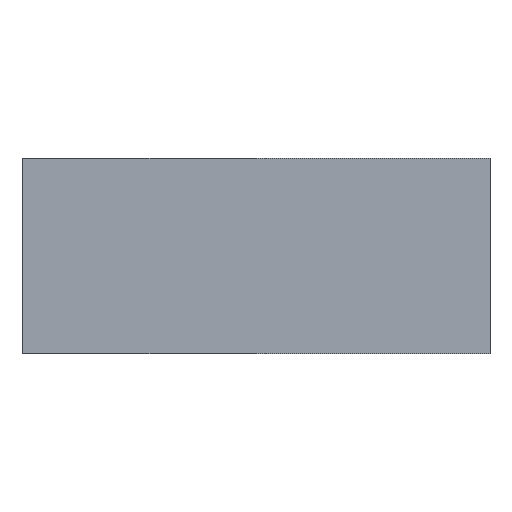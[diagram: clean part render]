
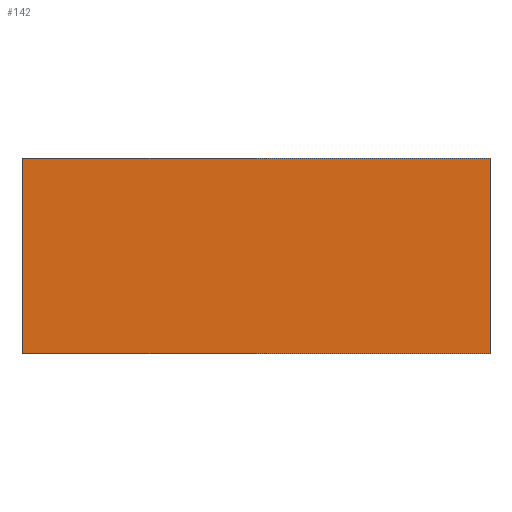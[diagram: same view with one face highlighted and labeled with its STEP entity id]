
A CAD part, front view. The second image highlights one B-rep face of the part: STEP entity #142.
In plain terms, the highlighted planar face has unit normal (0, -1, 0).
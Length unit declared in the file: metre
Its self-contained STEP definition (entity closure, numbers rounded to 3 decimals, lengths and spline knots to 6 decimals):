
#28=ORIENTED_EDGE('',*,*,#61,.T.);
#29=ORIENTED_EDGE('',*,*,#60,.F.);
#30=ORIENTED_EDGE('',*,*,#62,.F.);
#31=ORIENTED_EDGE('',*,*,#63,.T.);
#60=EDGE_CURVE('',#75,#74,#90,.T.);
#61=EDGE_CURVE('',#76,#74,#91,.T.);
#62=EDGE_CURVE('',#77,#75,#92,.T.);
#63=EDGE_CURVE('',#77,#76,#93,.T.);
#74=VERTEX_POINT('',#227);
#75=VERTEX_POINT('',#229);
#76=VERTEX_POINT('',#233);
#77=VERTEX_POINT('',#235);
#90=LINE('',#230,#108);
#91=LINE('',#232,#109);
#92=LINE('',#234,#110);
#93=LINE('',#236,#111);
#108=VECTOR('',#189,1.);
#109=VECTOR('',#192,1.);
#110=VECTOR('',#193,1.);
#111=VECTOR('',#194,1.);
#118=EDGE_LOOP('',(#28,#29,#30,#31));
#126=FACE_BOUND('',#118,.T.);
#134=PLANE('',#163);
#142=ADVANCED_FACE('',(#126),#134,.F.);
#163=AXIS2_PLACEMENT_3D('',#231,#190,#191);
#189=DIRECTION('',(0.,0.,1.));
#190=DIRECTION('',(0.,1.,0.));
#191=DIRECTION('',(0.,0.,1.));
#192=DIRECTION('',(-1.,0.,0.));
#193=DIRECTION('',(-1.,0.,0.));
#194=DIRECTION('',(0.,0.,1.));
#227=CARTESIAN_POINT('',(0.102189,-0.02621,0.0095));
#229=CARTESIAN_POINT('',(0.102189,-0.02621,0.0089));
#230=CARTESIAN_POINT('',(0.102189,-0.02621,0.0089));
#231=CARTESIAN_POINT('',(0.102908,-0.02621,0.0089));
#232=CARTESIAN_POINT('',(0.102908,-0.02621,0.0095));
#233=CARTESIAN_POINT('',(0.103626,-0.02621,0.0095));
#234=CARTESIAN_POINT('',(0.102908,-0.02621,0.0089));
#235=CARTESIAN_POINT('',(0.103626,-0.02621,0.0089));
#236=CARTESIAN_POINT('',(0.103626,-0.02621,0.0089));
